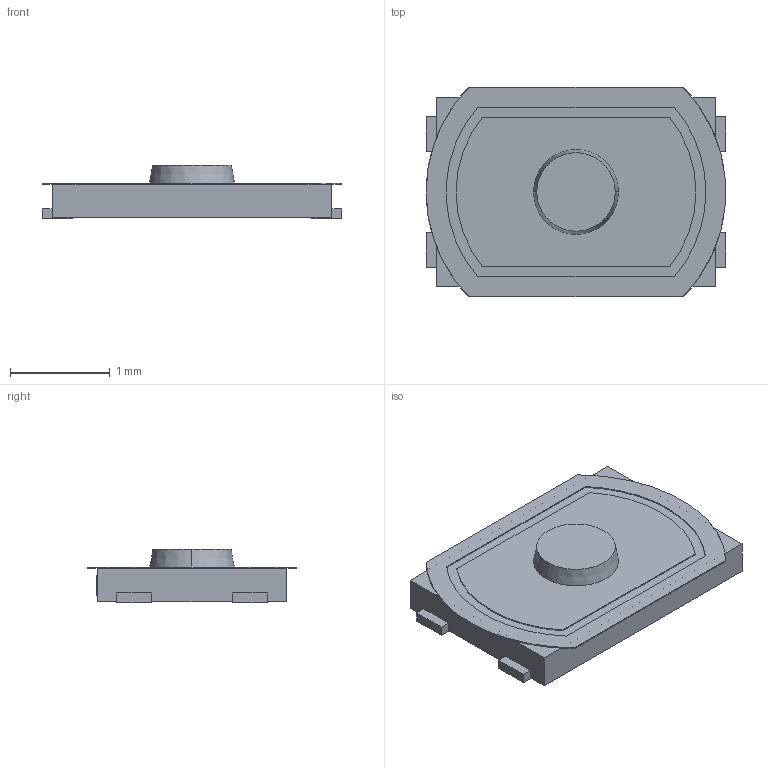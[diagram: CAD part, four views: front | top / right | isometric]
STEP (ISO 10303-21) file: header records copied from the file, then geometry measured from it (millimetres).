
FILE_DESCRIPTION(('FreeCAD Model'),'2;1');
FILE_NAME('Open CASCADE Shape Model','2024-11-09T12:09:44',(''),(''), 'Open CASCADE STEP processor 7.6','FreeCAD','Unknown');
FILE_SCHEMA(('AUTOMOTIVE_DESIGN { 1 0 10303 214 1 1 1 1 }'));
Length unit declared in the file: millimetre
Products named in the file (3): tcRC-SW1; SW-SMD_4P-L2.8-W1.9-P1.16-LS3.0; SOLID
Assembly tree (2 placements, depth 3):
  tcRC-SW1
    SW-SMD_4P-L2.8-W1.9-P1.16-LS3.0
      SOLID
Bounding box: 3 x 2.1 x 0.54 mm (x, y, z)
Volume: 2 mm3; surface area: 16.1 mm2
Topology: 1 solids, 1 shells, 282 faces, 766 edges, 508 vertices
Faces by surface type: plane 173, bspline 98, cylinder 9, cone 2
Entity records: 19566 total; most frequent: CARTESIAN_POINT 5215, DIRECTION 2102, LINE 1638, VECTOR 1638, ORIENTED_EDGE 1532, PCURVE 1532, DEFINITIONAL_REPRESENTATION 1532, EDGE_CURVE 766
